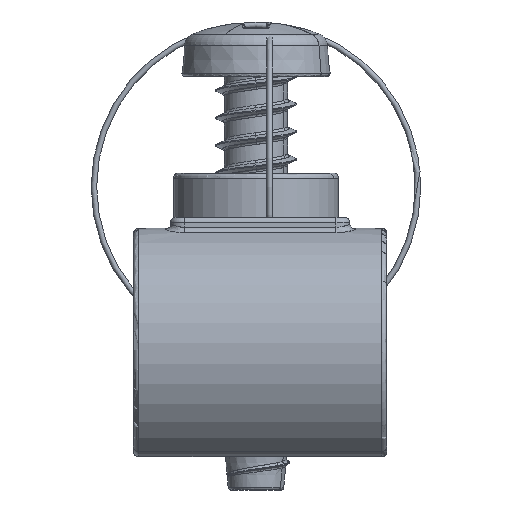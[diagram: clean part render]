
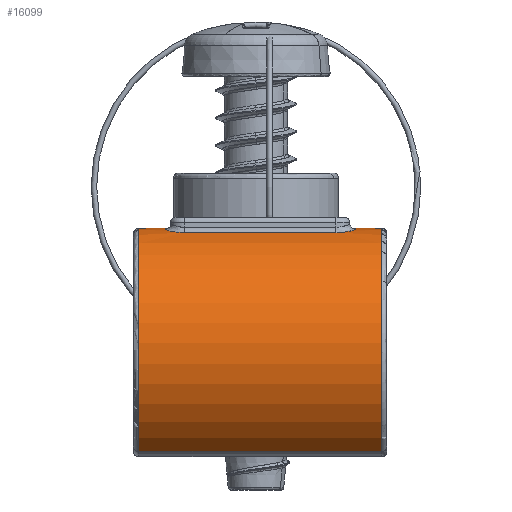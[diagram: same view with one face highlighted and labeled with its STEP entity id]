
A CAD part, left-side view. The second image highlights one B-rep face of the part: STEP entity #16099.
In plain terms, the highlighted cylindrical face has radius 4.5 mm (diameter 9 mm), a partial arc.
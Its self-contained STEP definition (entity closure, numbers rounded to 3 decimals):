
#372=CIRCLE('',#23688,4.5);
#373=CIRCLE('',#23689,4.5);
#779=LINE('',#29776,#1152);
#780=LINE('',#29784,#1153);
#781=LINE('',#29792,#1154);
#782=LINE('',#29796,#1155);
#1152=VECTOR('',#24884,1000.);
#1153=VECTOR('',#24885,1000.);
#1154=VECTOR('',#24886,1000.);
#1155=VECTOR('',#24889,1000.);
#1493=CYLINDRICAL_SURFACE('',#23687,4.5);
#2347=ORIENTED_EDGE('',*,*,#5630,.T.);
#2348=ORIENTED_EDGE('',*,*,#5631,.T.);
#2349=ORIENTED_EDGE('',*,*,#5632,.T.);
#2350=ORIENTED_EDGE('',*,*,#5633,.T.);
#2351=ORIENTED_EDGE('',*,*,#5634,.T.);
#2352=ORIENTED_EDGE('',*,*,#5635,.T.);
#2353=ORIENTED_EDGE('',*,*,#5636,.T.);
#2354=ORIENTED_EDGE('',*,*,#5637,.T.);
#5630=EDGE_CURVE('',#8914,#8915,#372,.T.);
#5631=EDGE_CURVE('',#8915,#8916,#779,.F.);
#5632=EDGE_CURVE('',#8916,#8917,#12050,.T.);
#5633=EDGE_CURVE('',#8917,#8918,#780,.F.);
#5634=EDGE_CURVE('',#8918,#8919,#12051,.T.);
#5635=EDGE_CURVE('',#8919,#8920,#781,.F.);
#5636=EDGE_CURVE('',#8920,#8921,#373,.F.);
#5637=EDGE_CURVE('',#8921,#8914,#782,.T.);
#8914=VERTEX_POINT('',#29774);
#8915=VERTEX_POINT('',#29775);
#8916=VERTEX_POINT('',#29777);
#8917=VERTEX_POINT('',#29783);
#8918=VERTEX_POINT('',#29785);
#8919=VERTEX_POINT('',#29791);
#8920=VERTEX_POINT('',#29793);
#8921=VERTEX_POINT('',#29795);
#12050=B_SPLINE_CURVE_WITH_KNOTS('',3,(#29778,#29779,#29780,#29781,#29782),
 .UNSPECIFIED.,.F.,.F.,(4,1,4),(0.,0.5,1.),.UNSPECIFIED.);
#12051=B_SPLINE_CURVE_WITH_KNOTS('',3,(#29786,#29787,#29788,#29789,#29790),
 .UNSPECIFIED.,.F.,.F.,(4,1,4),(0.,0.5,1.),.UNSPECIFIED.);
#14294=EDGE_LOOP('',(#2347,#2348,#2349,#2350,#2351,#2352,#2353,#2354));
#15056=FACE_BOUND('',#14294,.T.);
#16099=ADVANCED_FACE('',(#15056),#1493,.F.);
#23687=AXIS2_PLACEMENT_3D('',#29772,#24880,#24881);
#23688=AXIS2_PLACEMENT_3D('',#29773,#24882,#24883);
#23689=AXIS2_PLACEMENT_3D('',#29794,#24887,#24888);
#24880=DIRECTION('',(1.,0.,0.));
#24881=DIRECTION('',(0.,0.,-1.));
#24882=DIRECTION('',(1.,0.,0.));
#24883=DIRECTION('',(0.,0.,-1.));
#24884=DIRECTION('',(1.,0.,0.));
#24885=DIRECTION('',(1.,0.,0.));
#24886=DIRECTION('',(1.,0.,0.));
#24887=DIRECTION('',(1.,0.,0.));
#24888=DIRECTION('',(0.,0.,-1.));
#24889=DIRECTION('',(1.,0.,0.));
#29772=CARTESIAN_POINT('',(-4.4,18.6,0.));
#29773=CARTESIAN_POINT('',(4.4,18.6,0.));
#29774=CARTESIAN_POINT('',(4.4,21.3,-3.6));
#29775=CARTESIAN_POINT('',(4.4,18.6,4.5));
#29776=CARTESIAN_POINT('',(-4.4,18.6,4.5));
#29777=CARTESIAN_POINT('',(3.183,18.6,4.5));
#29778=CARTESIAN_POINT('',(3.183,18.6,4.5));
#29779=CARTESIAN_POINT('',(3.419,18.778,4.5));
#29780=CARTESIAN_POINT('',(3.584,19.422,4.453));
#29781=CARTESIAN_POINT('',(3.046,19.796,4.338));
#29782=CARTESIAN_POINT('',(2.75,19.797,4.338));
#29783=CARTESIAN_POINT('',(2.75,19.797,4.338));
#29784=CARTESIAN_POINT('',(-4.4,19.797,4.338));
#29785=CARTESIAN_POINT('',(-2.75,19.797,4.338));
#29786=CARTESIAN_POINT('',(-2.75,19.797,4.338));
#29787=CARTESIAN_POINT('',(-3.045,19.796,4.338));
#29788=CARTESIAN_POINT('',(-3.584,19.422,4.454));
#29789=CARTESIAN_POINT('',(-3.419,18.778,4.5));
#29790=CARTESIAN_POINT('',(-3.183,18.6,4.5));
#29791=CARTESIAN_POINT('',(-3.183,18.6,4.5));
#29792=CARTESIAN_POINT('',(-4.4,18.6,4.5));
#29793=CARTESIAN_POINT('',(-4.4,18.6,4.5));
#29794=CARTESIAN_POINT('',(-4.4,18.6,0.));
#29795=CARTESIAN_POINT('',(-4.4,21.3,-3.6));
#29796=CARTESIAN_POINT('',(-4.4,21.3,-3.6));
